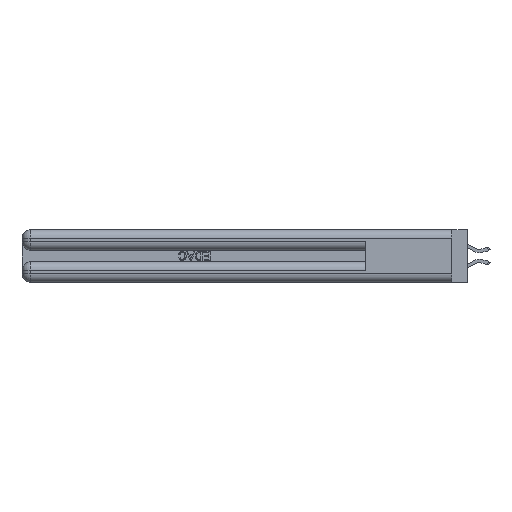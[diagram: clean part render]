
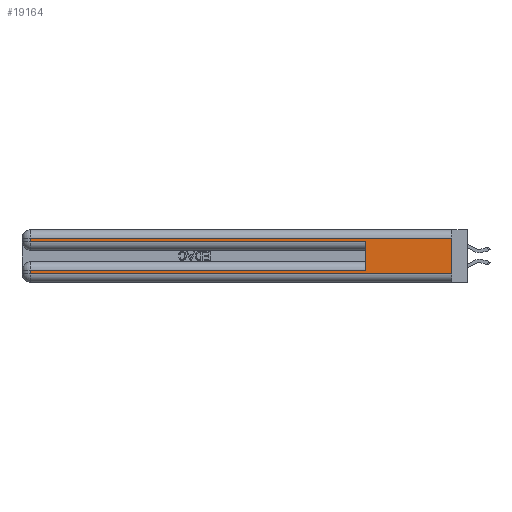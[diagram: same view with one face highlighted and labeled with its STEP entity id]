
A CAD part, left-side view. The second image highlights one B-rep face of the part: STEP entity #19164.
In plain terms, the highlighted planar face has unit normal (-1, 0, 0).
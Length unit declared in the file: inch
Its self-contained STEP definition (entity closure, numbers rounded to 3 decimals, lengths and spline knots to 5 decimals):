
#1067 = CARTESIAN_POINT ( 'NONE',  ( 0., 2.94, 0.085 ) ) ;
#1669 = ORIENTED_EDGE ( 'NONE', *, *, #28424, .T. ) ;
#1805 = VECTOR ( 'NONE', #19859, 39.37008 ) ;
#1822 = EDGE_CURVE ( 'NONE', #11122, #8160, #10000, .T. ) ;
#2051 = CARTESIAN_POINT ( 'NONE',  ( 0., 0., 0.37 ) ) ;
#2778 = VECTOR ( 'NONE', #7815, 39.37008 ) ;
#3138 = LINE ( 'NONE', #20283, #18519 ) ;
#4204 = VECTOR ( 'NONE', #20198, 39.37008 ) ;
#5039 = VERTEX_POINT ( 'NONE', #31697 ) ;
#6786 = VERTEX_POINT ( 'NONE', #1067 ) ;
#7411 = DIRECTION ( 'NONE',  ( 0., 0., -1. ) ) ;
#7593 = CARTESIAN_POINT ( 'NONE',  ( 0., 2.94, 0.285 ) ) ;
#7815 = DIRECTION ( 'NONE',  ( 0., -1., 0. ) ) ;
#7934 = AXIS2_PLACEMENT_3D ( 'NONE', #2051, #38878, #11081 ) ;
#8160 = VERTEX_POINT ( 'NONE', #7593 ) ;
#9305 = DIRECTION ( 'NONE',  ( 0., 0., -1. ) ) ;
#10000 = LINE ( 'NONE', #15225, #35458 ) ;
#10024 = EDGE_LOOP ( 'NONE', ( #14559, #11230, #32989, #1669, #13910, #17377, #34682, #25968 ) ) ;
#10638 = CARTESIAN_POINT ( 'NONE',  ( 0., 0., 0.285 ) ) ;
#11081 = DIRECTION ( 'NONE',  ( 0., 0., -1. ) ) ;
#11122 = VERTEX_POINT ( 'NONE', #21324 ) ;
#11230 = ORIENTED_EDGE ( 'NONE', *, *, #23263, .T. ) ;
#13910 = ORIENTED_EDGE ( 'NONE', *, *, #29453, .F. ) ;
#14559 = ORIENTED_EDGE ( 'NONE', *, *, #22648, .F. ) ;
#15225 = CARTESIAN_POINT ( 'NONE',  ( 0., 2.94, 0.37 ) ) ;
#15514 = FACE_OUTER_BOUND ( 'NONE', #10024, .T. ) ;
#15786 = LINE ( 'NONE', #26800, #35986 ) ;
#17377 = ORIENTED_EDGE ( 'NONE', *, *, #24605, .T. ) ;
#18519 = VECTOR ( 'NONE', #32954, 39.37008 ) ;
#19164 = ADVANCED_FACE ( 'NONE', ( #15514 ), #32430, .F. ) ;
#19678 = CARTESIAN_POINT ( 'NONE',  ( 0., 0., 0.31 ) ) ;
#19859 = DIRECTION ( 'NONE',  ( 0., -1., 0. ) ) ;
#20198 = DIRECTION ( 'NONE',  ( 0., 1., 0. ) ) ;
#20273 = CARTESIAN_POINT ( 'NONE',  ( 0., 0., 0.06 ) ) ;
#20283 = CARTESIAN_POINT ( 'NONE',  ( 0., 0., 0.085 ) ) ;
#20507 = LINE ( 'NONE', #19678, #4204 ) ;
#20651 = EDGE_CURVE ( 'NONE', #6786, #36487, #25441, .T. ) ;
#21324 = CARTESIAN_POINT ( 'NONE',  ( 0., 2.94, 0.31 ) ) ;
#22648 = EDGE_CURVE ( 'NONE', #33327, #35171, #15786, .T. ) ;
#23263 = EDGE_CURVE ( 'NONE', #33327, #11122, #20507, .T. ) ;
#23347 = DIRECTION ( 'NONE',  ( 0., 0., -1. ) ) ;
#24605 = EDGE_CURVE ( 'NONE', #37851, #6786, #3138, .T. ) ;
#25441 = LINE ( 'NONE', #25764, #28353 ) ;
#25764 = CARTESIAN_POINT ( 'NONE',  ( 0., 2.94, 0.37 ) ) ;
#25968 = ORIENTED_EDGE ( 'NONE', *, *, #28327, .T. ) ;
#26046 = CARTESIAN_POINT ( 'NONE',  ( 0., 0., 0.31 ) ) ;
#26305 = CARTESIAN_POINT ( 'NONE',  ( 0., 2.94, 0.06 ) ) ;
#26800 = CARTESIAN_POINT ( 'NONE',  ( 0., 0., 0.37 ) ) ;
#28265 = CARTESIAN_POINT ( 'NONE',  ( 0., 0.6, 0.145 ) ) ;
#28327 = EDGE_CURVE ( 'NONE', #36487, #35171, #36897, .T. ) ;
#28353 = VECTOR ( 'NONE', #7411, 39.37008 ) ;
#28424 = EDGE_CURVE ( 'NONE', #8160, #5039, #30652, .T. ) ;
#28744 = CARTESIAN_POINT ( 'NONE',  ( 0., 0., 0.06 ) ) ;
#29453 = EDGE_CURVE ( 'NONE', #37851, #5039, #32021, .T. ) ;
#30652 = LINE ( 'NONE', #10638, #2778 ) ;
#31697 = CARTESIAN_POINT ( 'NONE',  ( 0., 0.6, 0.285 ) ) ;
#32021 = LINE ( 'NONE', #28265, #35406 ) ;
#32430 = PLANE ( 'NONE',  #7934 ) ;
#32954 = DIRECTION ( 'NONE',  ( 0., 1., 0. ) ) ;
#32989 = ORIENTED_EDGE ( 'NONE', *, *, #1822, .T. ) ;
#33327 = VERTEX_POINT ( 'NONE', #26046 ) ;
#34682 = ORIENTED_EDGE ( 'NONE', *, *, #20651, .T. ) ;
#35171 = VERTEX_POINT ( 'NONE', #20273 ) ;
#35406 = VECTOR ( 'NONE', #37820, 39.37008 ) ;
#35458 = VECTOR ( 'NONE', #9305, 39.37008 ) ;
#35986 = VECTOR ( 'NONE', #23347, 39.37008 ) ;
#36487 = VERTEX_POINT ( 'NONE', #26305 ) ;
#36588 = CARTESIAN_POINT ( 'NONE',  ( 0., 0.6, 0.085 ) ) ;
#36897 = LINE ( 'NONE', #28744, #1805 ) ;
#37820 = DIRECTION ( 'NONE',  ( 0., 0., 1. ) ) ;
#37851 = VERTEX_POINT ( 'NONE', #36588 ) ;
#38878 = DIRECTION ( 'NONE',  ( 1., 0., 0. ) ) ;
